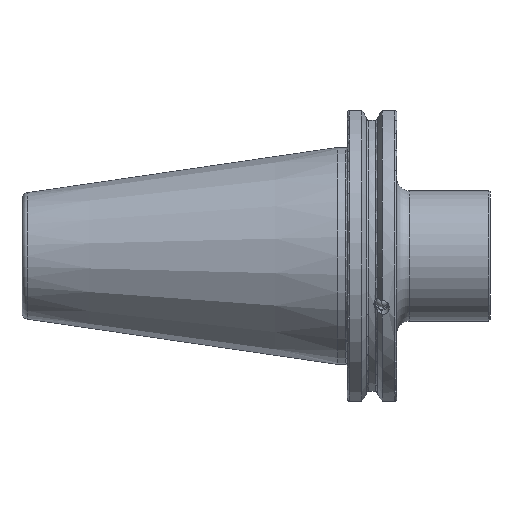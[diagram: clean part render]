
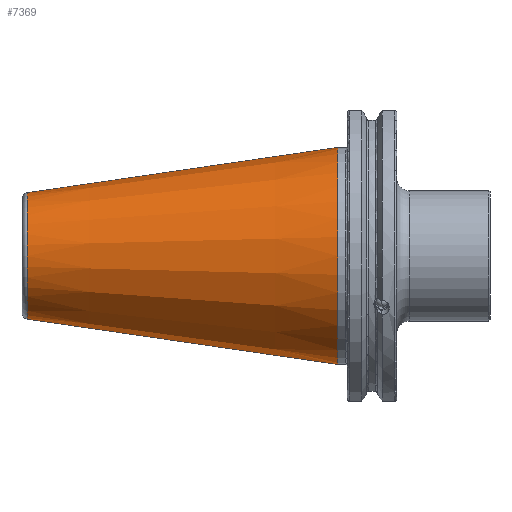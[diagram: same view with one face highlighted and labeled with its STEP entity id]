
A CAD part, front view. The second image highlights one B-rep face of the part: STEP entity #7369.
In plain terms, the highlighted conical face has half-angle 8.297 degrees and reference radius 34.925 mm.
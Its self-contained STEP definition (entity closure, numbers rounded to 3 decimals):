
#172 = VERTEX_POINT ( 'NONE', #5930 ) ;
#263 = ORIENTED_EDGE ( 'NONE', *, *, #8318, .F. ) ;
#755 = VECTOR ( 'NONE', #5274, 1000. ) ;
#1413 = FACE_OUTER_BOUND ( 'NONE', #5632, .T. ) ;
#1475 = CARTESIAN_POINT ( 'NONE',  ( -99.889, 0., -20.358 ) ) ;
#1481 = CARTESIAN_POINT ( 'NONE',  ( 0., 0., -34.925 ) ) ;
#1555 = EDGE_CURVE ( 'NONE', #4032, #3695, #7687, .T. ) ;
#1874 = DIRECTION ( 'NONE',  ( 0., 0., -1. ) ) ;
#1923 = LINE ( 'NONE', #2178, #3459 ) ;
#2022 = VERTEX_POINT ( 'NONE', #1475 ) ;
#2178 = CARTESIAN_POINT ( 'NONE',  ( 0., 0., 34.925 ) ) ;
#2703 = CARTESIAN_POINT ( 'NONE',  ( 0., 0., 34.925 ) ) ;
#2760 = ORIENTED_EDGE ( 'NONE', *, *, #1555, .T. ) ;
#2817 = DIRECTION ( 'NONE',  ( -1., 0., 0. ) ) ;
#2969 = CONICAL_SURFACE ( 'NONE', #5768, 34.925, 0.145 ) ;
#3372 = ORIENTED_EDGE ( 'NONE', *, *, #5500, .F. ) ;
#3459 = VECTOR ( 'NONE', #6103, 1000. ) ;
#3695 = VERTEX_POINT ( 'NONE', #2703 ) ;
#4032 = VERTEX_POINT ( 'NONE', #1481 ) ;
#4067 = AXIS2_PLACEMENT_3D ( 'NONE', #5832, #6569, #7146 ) ;
#4979 = AXIS2_PLACEMENT_3D ( 'NONE', #6770, #2817, #7436 ) ;
#5274 = DIRECTION ( 'NONE',  ( 0.99, 0., -0.144 ) ) ;
#5351 = EDGE_CURVE ( 'NONE', #2022, #4032, #7788, .T. ) ;
#5500 = EDGE_CURVE ( 'NONE', #2022, #172, #8314, .T. ) ;
#5632 = EDGE_LOOP ( 'NONE', ( #263, #3372, #8248, #2760 ) ) ;
#5768 = AXIS2_PLACEMENT_3D ( 'NONE', #5784, #8446, #1874 ) ;
#5784 = CARTESIAN_POINT ( 'NONE',  ( 0., 0., 0. ) ) ;
#5832 = CARTESIAN_POINT ( 'NONE',  ( 0., 0., 0. ) ) ;
#5930 = CARTESIAN_POINT ( 'NONE',  ( -99.889, 0., 20.358 ) ) ;
#6103 = DIRECTION ( 'NONE',  ( 0.99, 0., 0.144 ) ) ;
#6569 = DIRECTION ( 'NONE',  ( -1., 0., 0. ) ) ;
#6770 = CARTESIAN_POINT ( 'NONE',  ( -99.889, 0., 0. ) ) ;
#7146 = DIRECTION ( 'NONE',  ( 0., 0., 1. ) ) ;
#7369 = ADVANCED_FACE ( 'NONE', ( #1413 ), #2969, .T. ) ;
#7436 = DIRECTION ( 'NONE',  ( 0., 0., 1. ) ) ;
#7687 = CIRCLE ( 'NONE', #4067, 34.925 ) ;
#7788 = LINE ( 'NONE', #8608, #755 ) ;
#8248 = ORIENTED_EDGE ( 'NONE', *, *, #5351, .T. ) ;
#8314 = CIRCLE ( 'NONE', #4979, 20.358 ) ;
#8318 = EDGE_CURVE ( 'NONE', #172, #3695, #1923, .T. ) ;
#8446 = DIRECTION ( 'NONE',  ( 1., 0., 0. ) ) ;
#8608 = CARTESIAN_POINT ( 'NONE',  ( 0., 0., -34.925 ) ) ;
